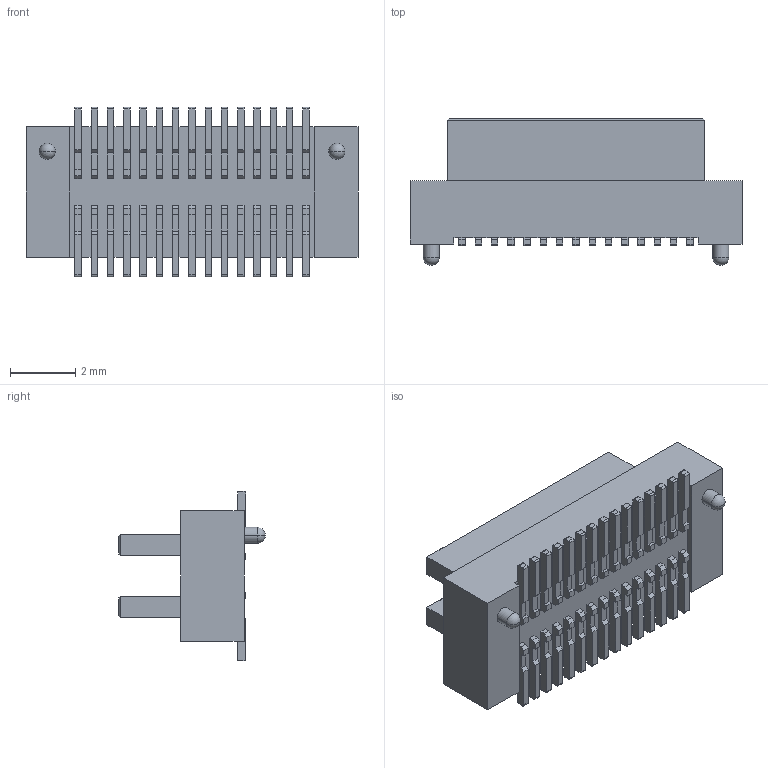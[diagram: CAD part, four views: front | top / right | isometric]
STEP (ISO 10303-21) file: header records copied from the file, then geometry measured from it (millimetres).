
FILE_DESCRIPTION((''),'2;1');
FILE_NAME('FBB05002-M30-H20','2020-05-20T',('gongcheng6'),(''),'PRO/ENGINEER BY PARAMETRIC TECHNOLOGY CORPORATION, 2010280','PRO/ENGINEER BY PARAMETRIC TECHNOLOGY CORPORATION, 2010280','');
FILE_SCHEMA(('CONFIG_CONTROL_DESIGN'));
Length unit declared in the file: millimetre
Products named in the file (1): FBB05002-M30-H20
Bounding box: 10.2 x 4.5 x 5.2 mm (x, y, z)
Volume: 96.2 mm3; surface area: 240.9 mm2
Topology: 1 solids, 1 shells, 426 faces, 1194 edges, 770 vertices
Faces by surface type: plane 358, cylinder 64, sphere 4
Entity records: 13464 total; most frequent: CARTESIAN_POINT 2386, ORIENTED_EDGE 2380, DIRECTION 2174, EDGE_CURVE 1190, VECTOR 1058, LINE 1058, VERTEX_POINT 770, AXIS2_PLACEMENT_3D 558
